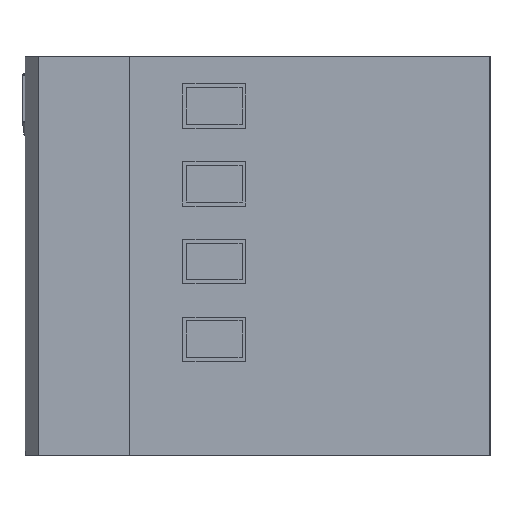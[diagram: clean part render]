
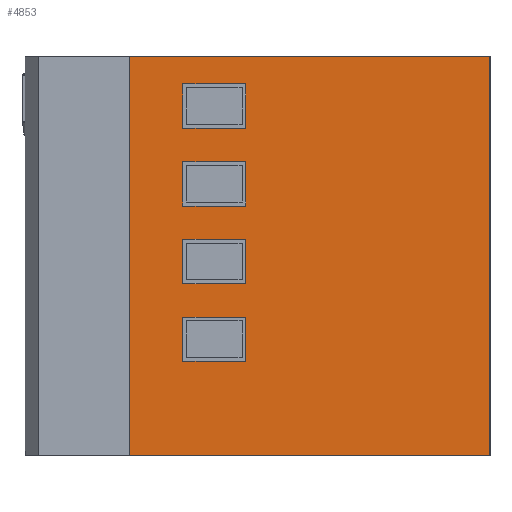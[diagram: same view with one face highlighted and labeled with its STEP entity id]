
A CAD part, left-side view. The second image highlights one B-rep face of the part: STEP entity #4853.
In plain terms, the highlighted planar face has unit normal (-1, 0, 0).
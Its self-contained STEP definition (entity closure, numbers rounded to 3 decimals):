
#2999=DIRECTION('',(0.,1.,0.));
#3000=VECTOR('',#2999,8.5);
#3001=CARTESIAN_POINT('',(2079.93,33.,473.282));
#3002=LINE('',#3001,#3000);
#3006=DIRECTION('',(0.,0.,-1.));
#3007=VECTOR('',#3006,6.);
#3008=CARTESIAN_POINT('',(2079.93,33.,479.282));
#3009=LINE('',#3008,#3007);
#3013=DIRECTION('',(0.,-1.,0.));
#3014=VECTOR('',#3013,8.5);
#3015=CARTESIAN_POINT('',(2079.93,41.5,479.282));
#3016=LINE('',#3015,#3014);
#3020=DIRECTION('',(0.,0.,1.));
#3021=VECTOR('',#3020,6.);
#3022=CARTESIAN_POINT('',(2079.93,41.5,473.282));
#3023=LINE('',#3022,#3021);
#3027=DIRECTION('',(0.,-1.,0.));
#3028=VECTOR('',#3027,8.5);
#3029=CARTESIAN_POINT('',(2079.93,41.5,489.782));
#3030=LINE('',#3029,#3028);
#3034=DIRECTION('',(0.,0.,1.));
#3035=VECTOR('',#3034,6.);
#3036=CARTESIAN_POINT('',(2079.93,41.5,483.782));
#3037=LINE('',#3036,#3035);
#3041=DIRECTION('',(0.,1.,0.));
#3042=VECTOR('',#3041,8.5);
#3043=CARTESIAN_POINT('',(2079.93,33.,483.782));
#3044=LINE('',#3043,#3042);
#3048=DIRECTION('',(0.,0.,-1.));
#3049=VECTOR('',#3048,6.);
#3050=CARTESIAN_POINT('',(2079.93,33.,489.782));
#3051=LINE('',#3050,#3049);
#3055=DIRECTION('',(0.,-1.,0.));
#3056=VECTOR('',#3055,8.5);
#3057=CARTESIAN_POINT('',(2079.93,41.5,500.282));
#3058=LINE('',#3057,#3056);
#3062=DIRECTION('',(0.,0.,1.));
#3063=VECTOR('',#3062,6.);
#3064=CARTESIAN_POINT('',(2079.93,41.5,494.282));
#3065=LINE('',#3064,#3063);
#3069=DIRECTION('',(0.,1.,0.));
#3070=VECTOR('',#3069,8.5);
#3071=CARTESIAN_POINT('',(2079.93,33.,494.282));
#3072=LINE('',#3071,#3070);
#3076=DIRECTION('',(0.,0.,-1.));
#3077=VECTOR('',#3076,6.);
#3078=CARTESIAN_POINT('',(2079.93,33.,500.282));
#3079=LINE('',#3078,#3077);
#3083=DIRECTION('',(0.,-1.,0.));
#3084=VECTOR('',#3083,8.5);
#3085=CARTESIAN_POINT('',(2079.93,41.5,510.782));
#3086=LINE('',#3085,#3084);
#3090=DIRECTION('',(0.,0.,1.));
#3091=VECTOR('',#3090,6.);
#3092=CARTESIAN_POINT('',(2079.93,41.5,504.782));
#3093=LINE('',#3092,#3091);
#3097=DIRECTION('',(0.,1.,0.));
#3098=VECTOR('',#3097,8.5);
#3099=CARTESIAN_POINT('',(2079.93,33.,504.782));
#3100=LINE('',#3099,#3098);
#3104=DIRECTION('',(0.,0.,-1.));
#3105=VECTOR('',#3104,6.);
#3106=CARTESIAN_POINT('',(2079.93,33.,510.782));
#3107=LINE('',#3106,#3105);
#3111=DIRECTION('',(0.,1.,0.));
#3112=VECTOR('',#3111,48.7);
#3113=CARTESIAN_POINT('',(2079.93,0.,514.532));
#3114=LINE('',#3113,#3112);
#3343=DIRECTION('',(0.,1.,0.));
#3344=VECTOR('',#3343,48.7);
#3345=CARTESIAN_POINT('',(2079.93,0.,460.532));
#3346=LINE('',#3345,#3344);
#3869=DIRECTION('',(0.,0.,-1.));
#3870=VECTOR('',#3869,54.);
#3871=CARTESIAN_POINT('',(2079.93,0.,514.532));
#3872=LINE('',#3871,#3870);
#3918=DIRECTION('',(0.,0.,1.));
#3919=VECTOR('',#3918,54.);
#3920=CARTESIAN_POINT('',(2079.93,48.7,460.532));
#3921=LINE('',#3920,#3919);
#4496=CARTESIAN_POINT('',(2079.93,41.5,510.782));
#4497=CARTESIAN_POINT('',(2079.93,33.,510.782));
#4498=VERTEX_POINT('',#4496);
#4499=VERTEX_POINT('',#4497);
#4504=CARTESIAN_POINT('',(2079.93,41.5,504.782));
#4505=VERTEX_POINT('',#4504);
#4508=CARTESIAN_POINT('',(2079.93,33.,504.782));
#4509=VERTEX_POINT('',#4508);
#4512=CARTESIAN_POINT('',(2079.93,41.5,500.282));
#4513=CARTESIAN_POINT('',(2079.93,33.,500.282));
#4514=VERTEX_POINT('',#4512);
#4515=VERTEX_POINT('',#4513);
#4520=CARTESIAN_POINT('',(2079.93,41.5,494.282));
#4521=VERTEX_POINT('',#4520);
#4524=CARTESIAN_POINT('',(2079.93,33.,494.282));
#4525=VERTEX_POINT('',#4524);
#4528=CARTESIAN_POINT('',(2079.93,41.5,489.782));
#4529=CARTESIAN_POINT('',(2079.93,33.,489.782));
#4530=VERTEX_POINT('',#4528);
#4531=VERTEX_POINT('',#4529);
#4536=CARTESIAN_POINT('',(2079.93,41.5,483.782));
#4537=VERTEX_POINT('',#4536);
#4540=CARTESIAN_POINT('',(2079.93,33.,483.782));
#4541=VERTEX_POINT('',#4540);
#4544=CARTESIAN_POINT('',(2079.93,33.,473.282));
#4545=CARTESIAN_POINT('',(2079.93,41.5,473.282));
#4546=VERTEX_POINT('',#4544);
#4547=VERTEX_POINT('',#4545);
#4552=CARTESIAN_POINT('',(2079.93,33.,479.282));
#4553=VERTEX_POINT('',#4552);
#4556=CARTESIAN_POINT('',(2079.93,41.5,479.282));
#4557=VERTEX_POINT('',#4556);
#4665=CARTESIAN_POINT('',(2079.93,48.7,460.532));
#4667=VERTEX_POINT('',#4665);
#4668=CARTESIAN_POINT('',(2079.93,48.7,514.532));
#4669=VERTEX_POINT('',#4668);
#4689=CARTESIAN_POINT('',(2079.93,0.,514.532));
#4691=VERTEX_POINT('',#4689);
#4692=CARTESIAN_POINT('',(2079.93,0.,460.532));
#4693=VERTEX_POINT('',#4692);
#4799=CARTESIAN_POINT('',(2079.93,2.5,460.532));
#4800=DIRECTION('',(1.,0.,0.));
#4801=DIRECTION('',(0.,-1.,0.));
#4802=AXIS2_PLACEMENT_3D('',#4799,#4800,#4801);
#4803=PLANE('',#4802);
#4805=ORIENTED_EDGE('',*,*,#4804,.T.);
#4807=ORIENTED_EDGE('',*,*,#4806,.T.);
#4809=ORIENTED_EDGE('',*,*,#4808,.F.);
#4811=ORIENTED_EDGE('',*,*,#4810,.T.);
#4812=EDGE_LOOP('',(#4805,#4807,#4809,#4811));
#4813=FACE_OUTER_BOUND('',#4812,.F.);
#4815=ORIENTED_EDGE('',*,*,#4814,.F.);
#4817=ORIENTED_EDGE('',*,*,#4816,.F.);
#4819=ORIENTED_EDGE('',*,*,#4818,.F.);
#4821=ORIENTED_EDGE('',*,*,#4820,.F.);
#4822=EDGE_LOOP('',(#4815,#4817,#4819,#4821));
#4823=FACE_BOUND('',#4822,.F.);
#4825=ORIENTED_EDGE('',*,*,#4824,.F.);
#4827=ORIENTED_EDGE('',*,*,#4826,.F.);
#4829=ORIENTED_EDGE('',*,*,#4828,.F.);
#4831=ORIENTED_EDGE('',*,*,#4830,.F.);
#4832=EDGE_LOOP('',(#4825,#4827,#4829,#4831));
#4833=FACE_BOUND('',#4832,.F.);
#4834=ORIENTED_EDGE('',*,*,#4781,.F.);
#4836=ORIENTED_EDGE('',*,*,#4835,.F.);
#4838=ORIENTED_EDGE('',*,*,#4837,.F.);
#4840=ORIENTED_EDGE('',*,*,#4839,.F.);
#4841=EDGE_LOOP('',(#4834,#4836,#4838,#4840));
#4842=FACE_BOUND('',#4841,.F.);
#4844=ORIENTED_EDGE('',*,*,#4843,.F.);
#4846=ORIENTED_EDGE('',*,*,#4845,.F.);
#4848=ORIENTED_EDGE('',*,*,#4847,.F.);
#4850=ORIENTED_EDGE('',*,*,#4849,.F.);
#4851=EDGE_LOOP('',(#4844,#4846,#4848,#4850));
#4852=FACE_BOUND('',#4851,.F.);
#4781=EDGE_CURVE('',#4498,#4499,#3086,.T.);
#4804=EDGE_CURVE('',#4693,#4667,#3346,.T.);
#4806=EDGE_CURVE('',#4667,#4669,#3921,.T.);
#4808=EDGE_CURVE('',#4691,#4669,#3114,.T.);
#4810=EDGE_CURVE('',#4691,#4693,#3872,.T.);
#4814=EDGE_CURVE('',#4530,#4531,#3030,.T.);
#4816=EDGE_CURVE('',#4537,#4530,#3037,.T.);
#4818=EDGE_CURVE('',#4541,#4537,#3044,.T.);
#4820=EDGE_CURVE('',#4531,#4541,#3051,.T.);
#4824=EDGE_CURVE('',#4514,#4515,#3058,.T.);
#4826=EDGE_CURVE('',#4521,#4514,#3065,.T.);
#4828=EDGE_CURVE('',#4525,#4521,#3072,.T.);
#4830=EDGE_CURVE('',#4515,#4525,#3079,.T.);
#4835=EDGE_CURVE('',#4505,#4498,#3093,.T.);
#4837=EDGE_CURVE('',#4509,#4505,#3100,.T.);
#4839=EDGE_CURVE('',#4499,#4509,#3107,.T.);
#4843=EDGE_CURVE('',#4546,#4547,#3002,.T.);
#4845=EDGE_CURVE('',#4553,#4546,#3009,.T.);
#4847=EDGE_CURVE('',#4557,#4553,#3016,.T.);
#4849=EDGE_CURVE('',#4547,#4557,#3023,.T.);
#4853=ADVANCED_FACE('',(#4813,#4823,#4833,#4842,#4852),#4803,.F.);
